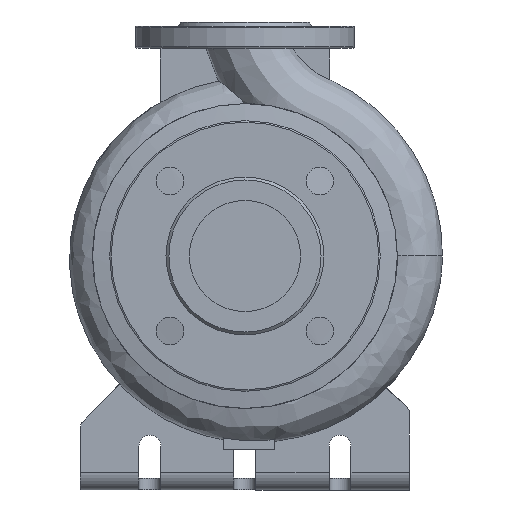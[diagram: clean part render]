
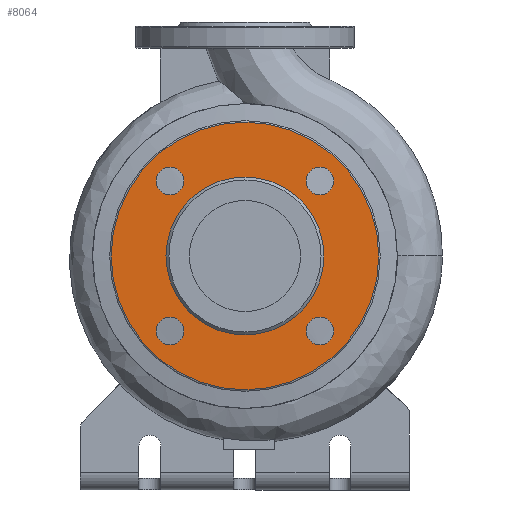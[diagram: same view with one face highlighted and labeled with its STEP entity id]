
A CAD part, left-side view. The second image highlights one B-rep face of the part: STEP entity #8064.
In plain terms, the highlighted planar face has unit normal (-1, 0, 0).
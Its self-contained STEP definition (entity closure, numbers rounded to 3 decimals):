
#224=FACE_BOUND('',#1203,.T.);
#225=FACE_BOUND('',#1204,.T.);
#226=FACE_BOUND('',#1205,.T.);
#227=FACE_BOUND('',#1206,.T.);
#228=FACE_BOUND('',#1207,.T.);
#328=PLANE('',#8707);
#682=FACE_OUTER_BOUND('',#1202,.T.);
#1202=EDGE_LOOP('',(#6103));
#1203=EDGE_LOOP('',(#6104));
#1204=EDGE_LOOP('',(#6105));
#1205=EDGE_LOOP('',(#6106));
#1206=EDGE_LOOP('',(#6107));
#1207=EDGE_LOOP('',(#6108));
#3062=CIRCLE('',#8694,9.5);
#3064=CIRCLE('',#8697,9.5);
#3066=CIRCLE('',#8700,9.5);
#3068=CIRCLE('',#8703,9.5);
#3069=CIRCLE('',#8705,54.);
#3071=CIRCLE('',#8708,91.5);
#3596=VERTEX_POINT('',#12618);
#3598=VERTEX_POINT('',#12623);
#3600=VERTEX_POINT('',#12628);
#3602=VERTEX_POINT('',#12633);
#3603=VERTEX_POINT('',#12636);
#3605=VERTEX_POINT('',#12641);
#4521=EDGE_CURVE('',#3596,#3596,#3062,.T.);
#4523=EDGE_CURVE('',#3598,#3598,#3064,.T.);
#4525=EDGE_CURVE('',#3600,#3600,#3066,.T.);
#4527=EDGE_CURVE('',#3602,#3602,#3068,.T.);
#4528=EDGE_CURVE('',#3603,#3603,#3069,.T.);
#4530=EDGE_CURVE('',#3605,#3605,#3071,.T.);
#6103=ORIENTED_EDGE('',*,*,#4530,.T.);
#6104=ORIENTED_EDGE('',*,*,#4521,.F.);
#6105=ORIENTED_EDGE('',*,*,#4523,.F.);
#6106=ORIENTED_EDGE('',*,*,#4525,.F.);
#6107=ORIENTED_EDGE('',*,*,#4527,.F.);
#6108=ORIENTED_EDGE('',*,*,#4528,.F.);
#8064=ADVANCED_FACE('',(#682,#224,#225,#226,#227,#228),#328,.F.);
#8694=AXIS2_PLACEMENT_3D('',#12619,#10086,#10087);
#8697=AXIS2_PLACEMENT_3D('',#12624,#10092,#10093);
#8700=AXIS2_PLACEMENT_3D('',#12629,#10098,#10099);
#8703=AXIS2_PLACEMENT_3D('',#12634,#10104,#10105);
#8705=AXIS2_PLACEMENT_3D('',#12637,#10108,#10109);
#8707=AXIS2_PLACEMENT_3D('',#12640,#10112,#10113);
#8708=AXIS2_PLACEMENT_3D('',#12642,#10114,#10115);
#10086=DIRECTION('center_axis',(-1.,0.,0.));
#10087=DIRECTION('ref_axis',(0.,1.,0.));
#10092=DIRECTION('center_axis',(-1.,0.,0.));
#10093=DIRECTION('ref_axis',(0.,0.,
1.));
#10098=DIRECTION('center_axis',(-1.,0.,0.));
#10099=DIRECTION('ref_axis',(0.,-1.,0.));
#10104=DIRECTION('center_axis',(-1.,0.,0.));
#10105=DIRECTION('ref_axis',(0.,0.,-1.));
#10108=DIRECTION('center_axis',(-1.,0.,0.));
#10109=DIRECTION('ref_axis',(0.,-1.,0.));
#10112=DIRECTION('center_axis',(1.,0.,0.));
#10113=DIRECTION('ref_axis',(0.,0.,1.));
#10114=DIRECTION('center_axis',(-1.,0.,0.));
#10115=DIRECTION('ref_axis',(0.,-1.,0.));
#12618=CARTESIAN_POINT('',(-78.,-60.765,108.735));
#12619=CARTESIAN_POINT('Origin',(-78.,-51.265,108.735));
#12623=CARTESIAN_POINT('',(-78.,51.265,99.235));
#12624=CARTESIAN_POINT('Origin',(-78.,51.265,108.735));
#12628=CARTESIAN_POINT('',(-78.,60.765,211.265));
#12629=CARTESIAN_POINT('Origin',(-78.,51.265,211.265));
#12633=CARTESIAN_POINT('',(-78.,-51.265,220.765));
#12634=CARTESIAN_POINT('Origin',(-78.,-51.265,211.265));
#12636=CARTESIAN_POINT('',(-78.,-54.,160.));
#12637=CARTESIAN_POINT('Origin',(-78.,0.,160.));
#12640=CARTESIAN_POINT('Origin',(-78.,-72.75,160.));
#12641=CARTESIAN_POINT('',(-78.,-91.5,160.));
#12642=CARTESIAN_POINT('Origin',(-78.,0.,160.));
